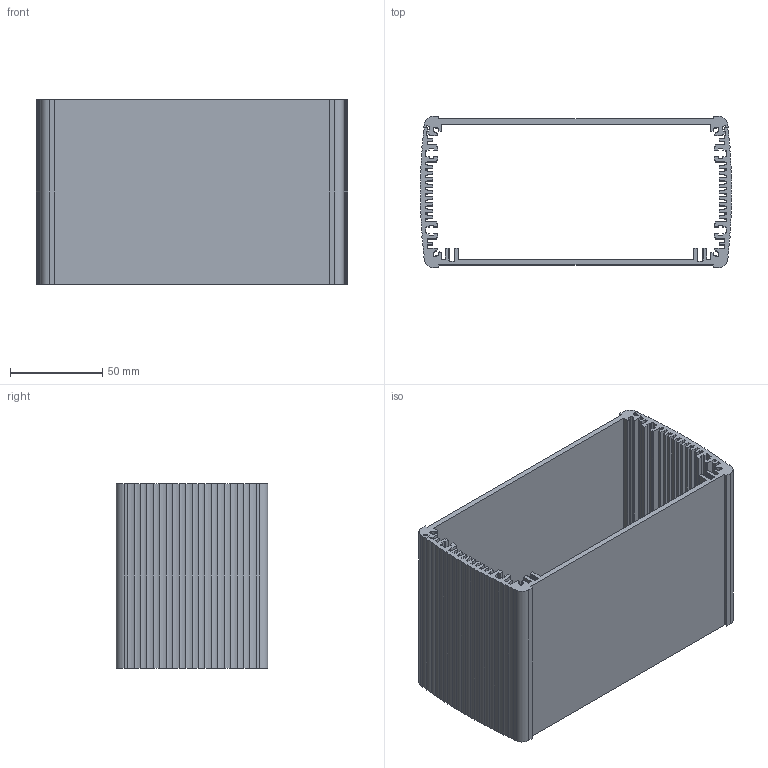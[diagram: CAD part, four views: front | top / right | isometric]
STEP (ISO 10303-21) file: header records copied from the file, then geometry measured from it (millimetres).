
FILE_DESCRIPTION((''),'2;1');
FILE_NAME('84686100_ABPH 1680-0100.stp','2009-07-14T14:54:58',('kotzmaier'),(''),'Autodesk Inventor 2009','Autodesk Inventor 2009','');
FILE_SCHEMA(('AUTOMOTIVE_DESIGN { 1 0 10303 214 1 1 1 1 }'));
Length unit declared in the file: millimetre
Products named in the file (3): Baugruppe2; ABPH 1680 UT_1008071_3DSYM; ABPH 1680 OT_1008076_3DSYM
Assembly tree (2 placements, depth 2):
  Baugruppe2
    ABPH 1680 UT_1008071_3DSYM
    ABPH 1680 OT_1008076_3DSYM
Bounding box: 169 x 82 x 100 mm (x, y, z)
Volume: 178896.7 mm3; surface area: 139876 mm2
Topology: 2 solids, 2 shells, 580 faces, 1728 edges, 1152 vertices
Faces by surface type: plane 432, cylinder 148
Entity records: 19430 total; most frequent: CARTESIAN_POINT 3465, ORIENTED_EDGE 3456, DIRECTION 3194, EDGE_CURVE 1728, VECTOR 1432, LINE 1432, VERTEX_POINT 1152, AXIS2_PLACEMENT_3D 881
